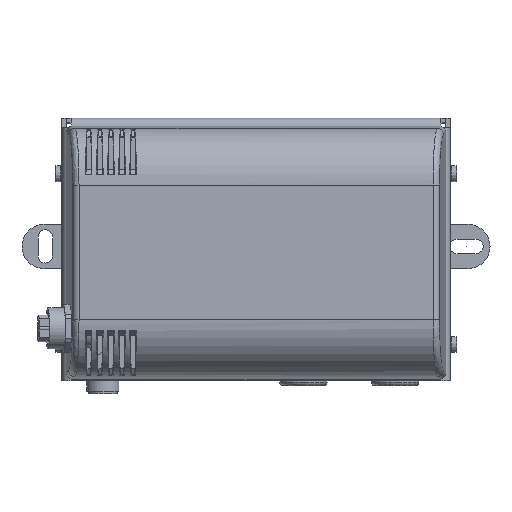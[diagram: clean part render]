
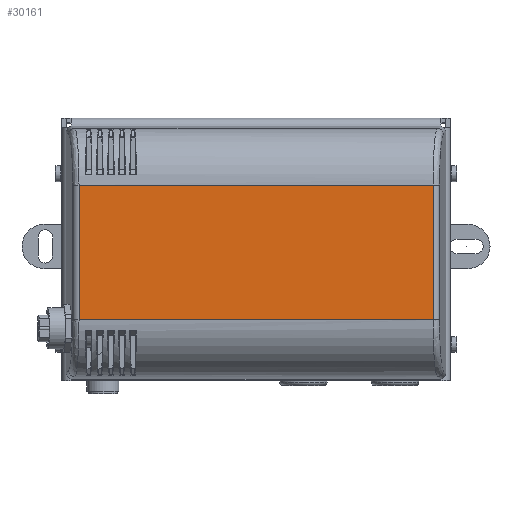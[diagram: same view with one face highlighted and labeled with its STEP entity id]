
A CAD part, top view. The second image highlights one B-rep face of the part: STEP entity #30161.
In plain terms, the highlighted face is planar.
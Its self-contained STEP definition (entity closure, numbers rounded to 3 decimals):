
#3025=FACE_OUTER_BOUND('',#4761,.T.);
#4761=EDGE_LOOP('',(#21612,#21613,#21614,#21615));
#6637=LINE('',#45958,#9624);
#6688=LINE('',#46659,#9675);
#6800=LINE('',#47430,#9787);
#6806=LINE('',#47481,#9793);
#9624=VECTOR('',#36512,10.);
#9675=VECTOR('',#36647,10.);
#9787=VECTOR('',#36991,10.);
#9793=VECTOR('',#37009,10.);
#12731=VERTEX_POINT('',#45952);
#12733=VERTEX_POINT('',#45956);
#12809=VERTEX_POINT('',#46655);
#12811=VERTEX_POINT('',#46658);
#15776=EDGE_CURVE('',#12733,#12731,#6637,.T.);
#15888=EDGE_CURVE('',#12809,#12811,#6688,.T.);
#16058=EDGE_CURVE('',#12731,#12809,#6800,.T.);
#16067=EDGE_CURVE('',#12811,#12733,#6806,.T.);
#21612=ORIENTED_EDGE('',*,*,#16058,.F.);
#21613=ORIENTED_EDGE('',*,*,#15776,.F.);
#21614=ORIENTED_EDGE('',*,*,#16067,.F.);
#21615=ORIENTED_EDGE('',*,*,#15888,.F.);
#27949=PLANE('',#32659);
#30161=ADVANCED_FACE('',(#3025),#27949,.T.);
#32659=AXIS2_PLACEMENT_3D('',#47480,#37007,#37008);
#36512=DIRECTION('',(0.,0.,1.));
#36647=DIRECTION('',(0.,0.,-1.));
#36991=DIRECTION('',(-1.,0.,0.));
#37007=DIRECTION('center_axis',(0.,1.,0.));
#37008=DIRECTION('ref_axis',(0.,0.,1.));
#37009=DIRECTION('',(1.,0.,0.));
#45952=CARTESIAN_POINT('',(61.319,25.,115.98));
#45956=CARTESIAN_POINT('',(61.319,25.,4.02));
#45958=CARTESIAN_POINT('',(61.319,25.,0.));
#46655=CARTESIAN_POINT('',(18.681,25.,115.98));
#46658=CARTESIAN_POINT('',(18.681,25.,4.02));
#46659=CARTESIAN_POINT('',(18.681,25.,0.));
#47430=CARTESIAN_POINT('',(20.,25.,115.98));
#47480=CARTESIAN_POINT('Origin',(0.,25.,0.));
#47481=CARTESIAN_POINT('',(20.,25.,4.02));
